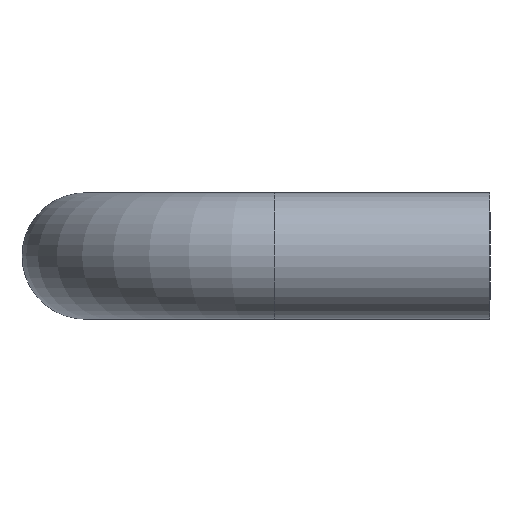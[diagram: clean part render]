
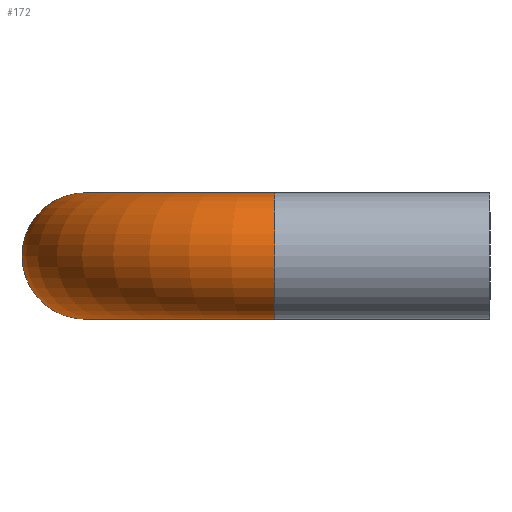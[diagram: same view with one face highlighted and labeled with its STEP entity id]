
A CAD part, left-side view. The second image highlights one B-rep face of the part: STEP entity #172.
In plain terms, the highlighted toroidal (fillet/blend) face has major radius 15 mm and minor radius 5 mm.
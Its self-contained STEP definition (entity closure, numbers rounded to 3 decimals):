
#2 = ORIENTED_EDGE ( 'NONE', *, *, #287, .T. ) ;
#4 = CIRCLE ( 'NONE', #124, 5. ) ;
#12 = CARTESIAN_POINT ( 'NONE',  ( -60., 17., 5. ) ) ;
#14 = DIRECTION ( 'NONE',  ( 0., 0., 1. ) ) ;
#20 = CIRCLE ( 'NONE', #218, 5. ) ;
#91 = DIRECTION ( 'NONE',  ( 0., 0., -1. ) ) ;
#94 = DIRECTION ( 'NONE',  ( 0., 0., 1. ) ) ;
#102 = CARTESIAN_POINT ( 'NONE',  ( -60., 17., 0. ) ) ;
#107 = EDGE_LOOP ( 'NONE', ( #2 ) ) ;
#116 = CARTESIAN_POINT ( 'NONE',  ( -45., 17., 0. ) ) ;
#120 = FACE_OUTER_BOUND ( 'NONE', #107, .T. ) ;
#124 = AXIS2_PLACEMENT_3D ( 'NONE', #188, #276, #94 ) ;
#138 = EDGE_CURVE ( 'NONE', #279, #279, #4, .T. ) ;
#141 = CARTESIAN_POINT ( 'NONE',  ( -45., 32., 5. ) ) ;
#170 = FACE_OUTER_BOUND ( 'NONE', #206, .T. ) ;
#172 = ADVANCED_FACE ( 'NONE', ( #120, #170 ), #233, .T. ) ;
#185 = DIRECTION ( 'NONE',  ( -1., 0., 0. ) ) ;
#188 = CARTESIAN_POINT ( 'NONE',  ( -45., 32., 0. ) ) ;
#206 = EDGE_LOOP ( 'NONE', ( #260 ) ) ;
#212 = AXIS2_PLACEMENT_3D ( 'NONE', #116, #91, #185 ) ;
#218 = AXIS2_PLACEMENT_3D ( 'NONE', #102, #282, #14 ) ;
#233 = TOROIDAL_SURFACE ( 'NONE', #212, 15., 5. ) ;
#253 = VERTEX_POINT ( 'NONE', #12 ) ;
#260 = ORIENTED_EDGE ( 'NONE', *, *, #138, .F. ) ;
#276 = DIRECTION ( 'NONE',  ( 1., 0., 0. ) ) ;
#279 = VERTEX_POINT ( 'NONE', #141 ) ;
#282 = DIRECTION ( 'NONE',  ( 0., 1., 0. ) ) ;
#287 = EDGE_CURVE ( 'NONE', #253, #253, #20, .T. ) ;
